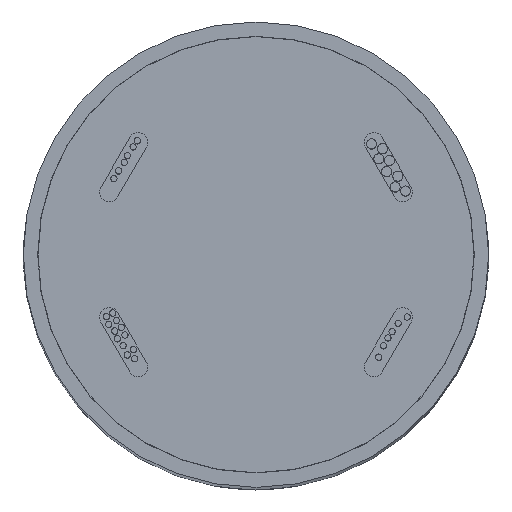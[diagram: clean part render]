
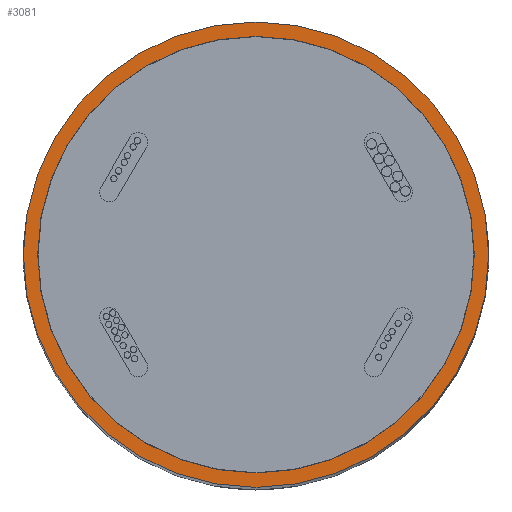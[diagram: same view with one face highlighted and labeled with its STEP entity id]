
A CAD part, top view. The second image highlights one B-rep face of the part: STEP entity #3081.
In plain terms, the highlighted planar face has unit normal (0, 0, 1).
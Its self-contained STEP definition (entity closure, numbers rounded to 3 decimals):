
#463 = EDGE_CURVE ( 'NONE', #6885, #9553, #5200, .T. ) ;
#661 = CARTESIAN_POINT ( 'NONE',  ( -48.5, 0., 316.6 ) ) ;
#962 = ORIENTED_EDGE ( 'NONE', *, *, #463, .T. ) ;
#977 = VERTEX_POINT ( 'NONE', #6868 ) ;
#1125 = CARTESIAN_POINT ( 'NONE',  ( 0., 0., 316.6 ) ) ;
#1355 = FACE_BOUND ( 'NONE', #7009, .T. ) ;
#1498 = DIRECTION ( 'NONE',  ( 0., 0., 1. ) ) ;
#1570 = CARTESIAN_POINT ( 'NONE',  ( 48.5, 0., 316.6 ) ) ;
#1707 = DIRECTION ( 'NONE',  ( 0., 0., 1. ) ) ;
#1734 = CIRCLE ( 'NONE', #1936, 45.5 ) ;
#1921 = DIRECTION ( 'NONE',  ( 1., 0., 0. ) ) ;
#1936 = AXIS2_PLACEMENT_3D ( 'NONE', #1125, #6777, #1921 ) ;
#2180 = EDGE_CURVE ( 'NONE', #4900, #977, #3902, .T. ) ;
#2305 = DIRECTION ( 'NONE',  ( 1., 0., 0. ) ) ;
#2690 = AXIS2_PLACEMENT_3D ( 'NONE', #3218, #8096, #3259 ) ;
#2903 = CARTESIAN_POINT ( 'NONE',  ( -45.5, 0., 316.6 ) ) ;
#3081 = ADVANCED_FACE ( 'NONE', ( #1355, #3267 ), #7287, .T. ) ;
#3218 = CARTESIAN_POINT ( 'NONE',  ( 0., 0., 316.6 ) ) ;
#3259 = DIRECTION ( 'NONE',  ( 1., 0., 0. ) ) ;
#3267 = FACE_OUTER_BOUND ( 'NONE', #4726, .T. ) ;
#3302 = EDGE_CURVE ( 'NONE', #977, #4900, #1734, .T. ) ;
#3902 = CIRCLE ( 'NONE', #7737, 45.5 ) ;
#4181 = DIRECTION ( 'NONE',  ( 0., 0., 1. ) ) ;
#4726 = EDGE_LOOP ( 'NONE', ( #5488, #962 ) ) ;
#4900 = VERTEX_POINT ( 'NONE', #2903 ) ;
#5200 = CIRCLE ( 'NONE', #8796, 48.5 ) ;
#5488 = ORIENTED_EDGE ( 'NONE', *, *, #9741, .T. ) ;
#5532 = CARTESIAN_POINT ( 'NONE',  ( 0., 0., 316.6 ) ) ;
#5894 = AXIS2_PLACEMENT_3D ( 'NONE', #6560, #1707, #7369 ) ;
#6380 = CIRCLE ( 'NONE', #5894, 48.5 ) ;
#6391 = ORIENTED_EDGE ( 'NONE', *, *, #3302, .F. ) ;
#6560 = CARTESIAN_POINT ( 'NONE',  ( 0., 0., 316.6 ) ) ;
#6777 = DIRECTION ( 'NONE',  ( 0., 0., 1. ) ) ;
#6868 = CARTESIAN_POINT ( 'NONE',  ( 45.5, 0., 316.6 ) ) ;
#6885 = VERTEX_POINT ( 'NONE', #1570 ) ;
#7009 = EDGE_LOOP ( 'NONE', ( #6391, #7533 ) ) ;
#7287 = PLANE ( 'NONE',  #2690 ) ;
#7369 = DIRECTION ( 'NONE',  ( 1., 0., 0. ) ) ;
#7533 = ORIENTED_EDGE ( 'NONE', *, *, #2180, .F. ) ;
#7737 = AXIS2_PLACEMENT_3D ( 'NONE', #9025, #4181, #9845 ) ;
#8096 = DIRECTION ( 'NONE',  ( 0., 0., 1. ) ) ;
#8796 = AXIS2_PLACEMENT_3D ( 'NONE', #5532, #1498, #2305 ) ;
#9025 = CARTESIAN_POINT ( 'NONE',  ( 0., 0., 316.6 ) ) ;
#9553 = VERTEX_POINT ( 'NONE', #661 ) ;
#9741 = EDGE_CURVE ( 'NONE', #9553, #6885, #6380, .T. ) ;
#9845 = DIRECTION ( 'NONE',  ( 1., 0., 0. ) ) ;
